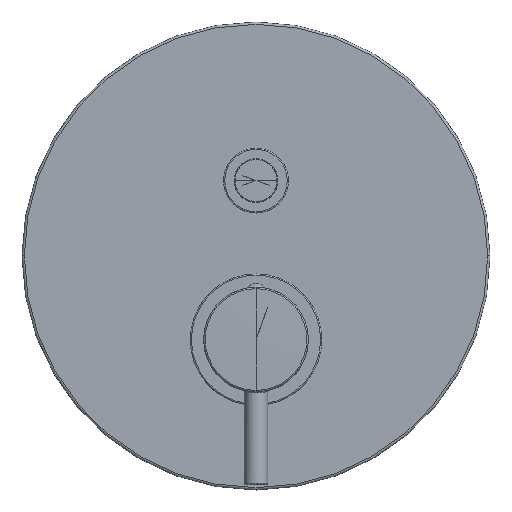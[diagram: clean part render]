
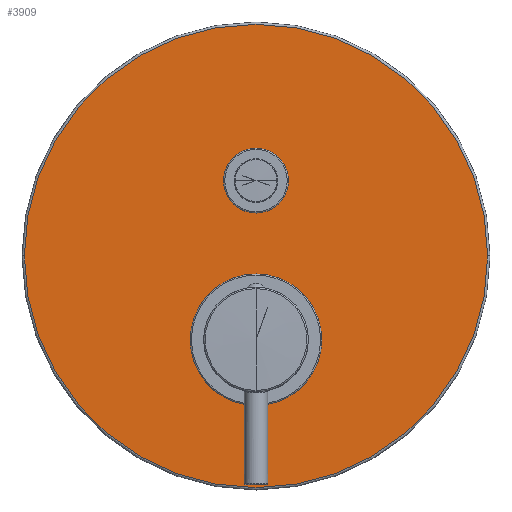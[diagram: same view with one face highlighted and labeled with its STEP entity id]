
A CAD part, top view. The second image highlights one B-rep face of the part: STEP entity #3909.
In plain terms, the highlighted planar face has unit normal (0, 0, 1).
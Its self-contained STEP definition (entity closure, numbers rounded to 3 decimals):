
#87=CARTESIAN_POINT('',(0.,35.8,52.7));
#88=DIRECTION('',(0.,0.,1.));
#89=DIRECTION('',(1.,0.,0.));
#90=AXIS2_PLACEMENT_3D('',#87,#88,#89);
#92=CARTESIAN_POINT('',(0.,35.8,52.7));
#93=DIRECTION('',(0.,0.,1.));
#94=DIRECTION('',(-1.,0.,0.));
#95=AXIS2_PLACEMENT_3D('',#92,#93,#94);
#97=CARTESIAN_POINT('',(0.,68.,52.7));
#98=DIRECTION('',(0.,0.,-1.));
#99=DIRECTION('',(-1.,0.,0.));
#100=AXIS2_PLACEMENT_3D('',#97,#98,#99);
#102=CARTESIAN_POINT('',(0.,68.,52.7));
#103=DIRECTION('',(0.,0.,-1.));
#104=DIRECTION('',(1.,0.,0.));
#105=AXIS2_PLACEMENT_3D('',#102,#103,#104);
#107=CARTESIAN_POINT('',(0.,0.,52.7));
#108=DIRECTION('',(0.,0.,-1.));
#109=DIRECTION('',(-1.,0.,0.));
#110=AXIS2_PLACEMENT_3D('',#107,#108,#109);
#112=CARTESIAN_POINT('',(0.,0.,52.7));
#113=DIRECTION('',(0.,0.,-1.));
#114=DIRECTION('',(1.,0.,0.));
#115=AXIS2_PLACEMENT_3D('',#112,#113,#114);
#3678=CARTESIAN_POINT('',(99.,35.8,52.7));
#3679=CARTESIAN_POINT('',(-99.,35.8,52.7));
#3680=VERTEX_POINT('',#3678);
#3681=VERTEX_POINT('',#3679);
#3698=CARTESIAN_POINT('',(-13.35,68.,52.7));
#3699=CARTESIAN_POINT('',(13.35,68.,52.7));
#3700=VERTEX_POINT('',#3698);
#3701=VERTEX_POINT('',#3699);
#3714=CARTESIAN_POINT('',(-27.6,0.,52.7));
#3715=CARTESIAN_POINT('',(27.6,0.,52.7));
#3716=VERTEX_POINT('',#3714);
#3717=VERTEX_POINT('',#3715);
#3887=CARTESIAN_POINT('',(0.,35.8,52.7));
#3888=DIRECTION('',(0.,0.,-1.));
#3889=DIRECTION('',(-1.,0.,0.));
#3890=AXIS2_PLACEMENT_3D('',#3887,#3888,#3889);
#3891=PLANE('',#3890);
#3893=ORIENTED_EDGE('',*,*,#3892,.F.);
#3895=ORIENTED_EDGE('',*,*,#3894,.F.);
#3896=EDGE_LOOP('',(#3893,#3895));
#3897=FACE_OUTER_BOUND('',#3896,.F.);
#3899=ORIENTED_EDGE('',*,*,#3898,.F.);
#3901=ORIENTED_EDGE('',*,*,#3900,.F.);
#3902=EDGE_LOOP('',(#3899,#3901));
#3903=FACE_BOUND('',#3902,.F.);
#3905=ORIENTED_EDGE('',*,*,#3904,.F.);
#3906=ORIENTED_EDGE('',*,*,#3870,.F.);
#3907=EDGE_LOOP('',(#3905,#3906));
#3908=FACE_BOUND('',#3907,.F.);
#3909=ADVANCED_FACE('',(#3897,#3903,#3908),#3891,.F.);
#91=CIRCLE('',#90,99.);
#96=CIRCLE('',#95,99.);
#101=CIRCLE('',#100,13.35);
#106=CIRCLE('',#105,13.35);
#111=CIRCLE('',#110,27.6);
#116=CIRCLE('',#115,27.6);
#3870=EDGE_CURVE('',#3717,#3716,#116,.T.);
#3892=EDGE_CURVE('',#3680,#3681,#91,.T.);
#3894=EDGE_CURVE('',#3681,#3680,#96,.T.);
#3898=EDGE_CURVE('',#3700,#3701,#101,.T.);
#3900=EDGE_CURVE('',#3701,#3700,#106,.T.);
#3904=EDGE_CURVE('',#3716,#3717,#111,.T.);
